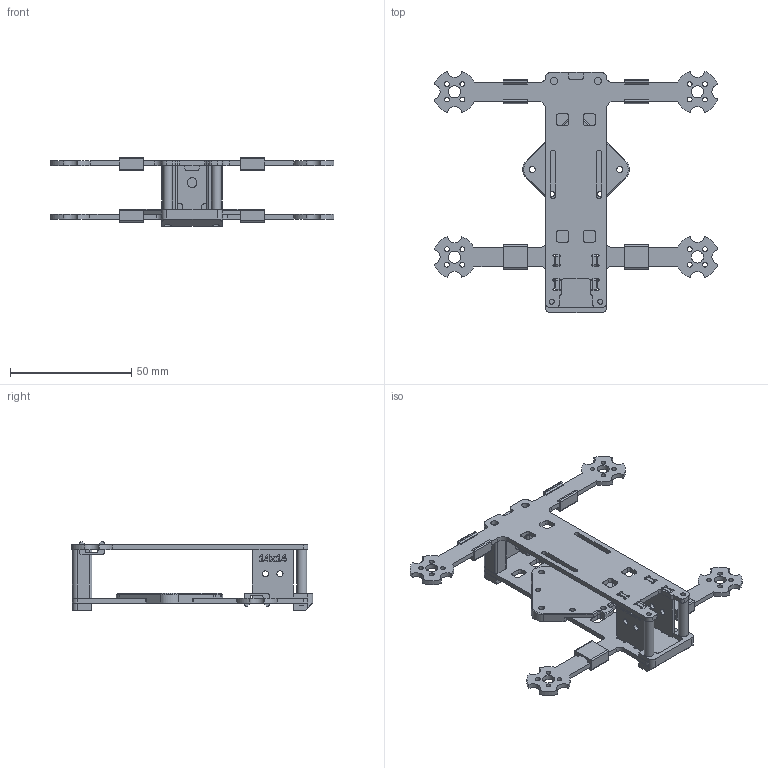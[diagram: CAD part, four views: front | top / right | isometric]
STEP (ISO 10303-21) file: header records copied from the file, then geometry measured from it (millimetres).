
FILE_DESCRIPTION(/* description */ (''),/* implementation_level */ '2;1');
FILE_NAME(/* name */ 'babydrone v17.step',/* time_stamp */ '2022-06-20T01:01:24+08:00',/* author */ (''),/* organization */ (''),/* preprocessor_version */ 'ST-DEVELOPER v19',/* originating_system */ 'Autodesk Translation Framework v11.7.0.108',/* authorisation */ '');
FILE_SCHEMA (('AUTOMOTIVE_DESIGN { 1 0 10303 214 3 1 1 }'));
Length unit declared in the file: millimetre
Products named in the file (9): babydrone; main frame; camera mount; back panel; shaft; hdshaft; legs; whoop fc mount; motor clips
Assembly tree (8 placements, depth 2):
  babydrone
    main frame
    camera mount
    back panel
    shaft
    hdshaft
    legs
    whoop fc mount
    motor clips
Bounding box: 117.01 x 99.5 x 28.25 mm (x, y, z)
Volume: 23077.3 mm3; surface area: 28581.7 mm2
Topology: 17 solids, 17 shells, 807 faces, 2267 edges, 1505 vertices
Faces by surface type: plane 454, cylinder 277, bspline 68, cone 8
Full cylindrical faces by diameter (mm): 2 x22, 2.2 x14, 2.5 x8, 3 x10, 4 x5, 4.5 x2, 5 x8, 6 x2
Entity records: 27657 total; most frequent: CARTESIAN_POINT 6106, ORIENTED_EDGE 4534, DIRECTION 4213, EDGE_CURVE 2267, LINE 1545, VECTOR 1545, VERTEX_POINT 1505, AXIS2_PLACEMENT_3D 1334
